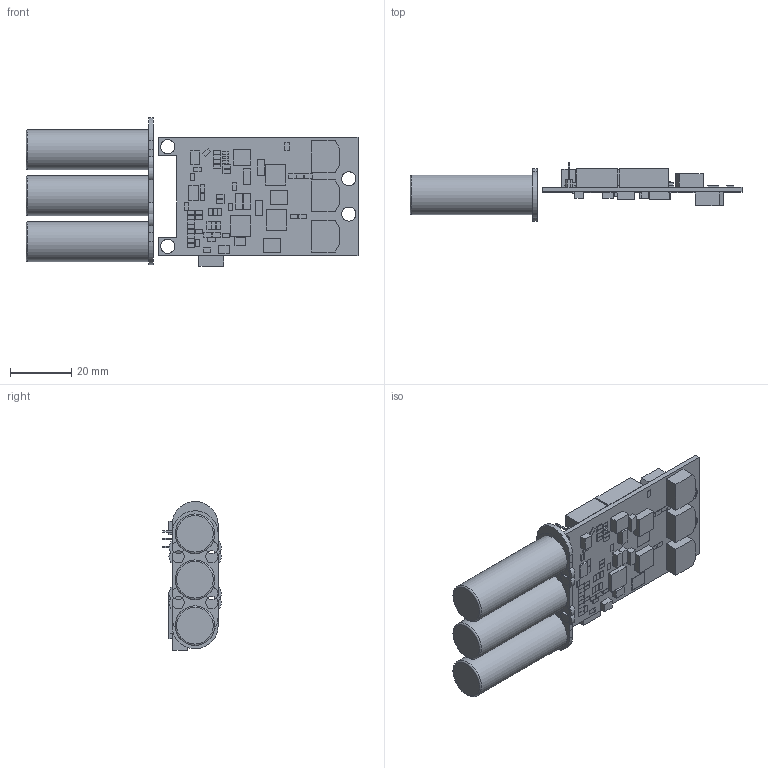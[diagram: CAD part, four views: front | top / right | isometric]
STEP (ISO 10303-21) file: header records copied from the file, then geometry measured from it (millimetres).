
FILE_DESCRIPTION(/* description */ (''),/* implementation_level */ '2;1');
FILE_NAME(/* name */ 'VESC_Board_Dummy_v1.step',/* time_stamp */ '2025-03-29T15:29:59+01:00',/* author */ (''),/* organization */ (''),/* preprocessor_version */ 'ST-DEVELOPER v20.1',/* originating_system */ 'Autodesk Translation Framework v14.4.0.0',/* authorisation */ '');
FILE_SCHEMA (('AUTOMOTIVE_DESIGN { 1 0 10303 214 3 1 1 }'));
Length unit declared in the file: millimetre
Products named in the file (3): VESC_Board_Dummy; VESC_Capacitors v1; Component2
Assembly tree (2 placements, depth 3):
  VESC_Board_Dummy
    VESC_Capacitors v1
      Component2
Bounding box: 108.3 x 19.02 x 48.56 mm (x, y, z)
Volume: 26544.3 mm3; surface area: 15881.7 mm2
Topology: 3 solids, 3 shells, 1054 faces, 2627 edges, 1701 vertices
Faces by surface type: plane 1028, cylinder 23, torus 3
Full cylindrical faces by diameter (mm): 3.982 x8, 12.948 x3
Entity records: 30699 total; most frequent: CARTESIAN_POINT 5388, ORIENTED_EDGE 5254, DIRECTION 4799, EDGE_CURVE 2627, LINE 2575, VECTOR 2575, VERTEX_POINT 1701, EDGE_LOOP 1200
